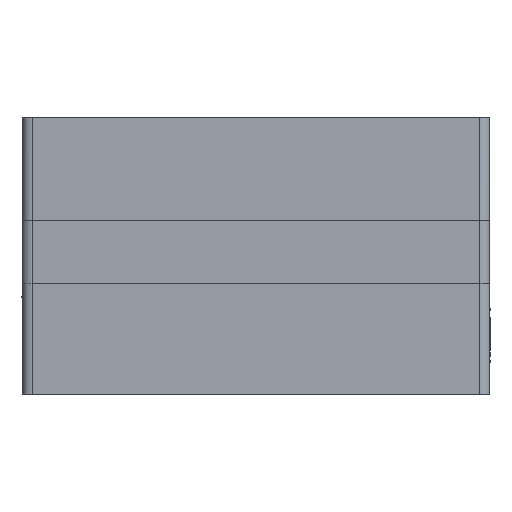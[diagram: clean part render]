
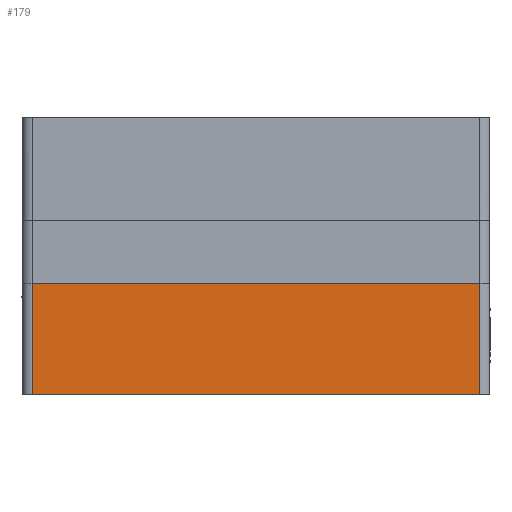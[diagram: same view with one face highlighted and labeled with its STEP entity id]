
A CAD part, left-side view. The second image highlights one B-rep face of the part: STEP entity #179.
In plain terms, the highlighted planar face has unit normal (-1, 0, 0).
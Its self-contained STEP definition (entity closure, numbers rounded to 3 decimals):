
#179=ADVANCED_FACE('',(#310),#2154,.T.);
#310=FACE_OUTER_BOUND('',#484,.T.);
#484=EDGE_LOOP('',(#1122,#1123,#1124,#1125));
#1122=ORIENTED_EDGE('',*,*,#1489,.F.);
#1123=ORIENTED_EDGE('',*,*,#1497,.T.);
#1124=ORIENTED_EDGE('',*,*,#1490,.T.);
#1125=ORIENTED_EDGE('',*,*,#1496,.F.);
#1489=EDGE_CURVE('',#2081,#2080,#1645,.T.);
#1490=EDGE_CURVE('',#2083,#2082,#1646,.T.);
#1496=EDGE_CURVE('',#2080,#2082,#1652,.T.);
#1497=EDGE_CURVE('',#2081,#2083,#1653,.T.);
#1645=B_SPLINE_CURVE_WITH_KNOTS('',1,(#4494,#4495),.UNSPECIFIED.,.F.,.F.,
(2,2),(43.,86.),.UNSPECIFIED.);
#1646=B_SPLINE_CURVE_WITH_KNOTS('',1,(#4496,#4497),.UNSPECIFIED.,.F.,.F.,
(2,2),(43.,86.),.UNSPECIFIED.);
#1652=B_SPLINE_CURVE_WITH_KNOTS('',1,(#4508,#4509),.UNSPECIFIED.,.F.,.F.,
(2,2),(0.,10.675),.UNSPECIFIED.);
#1653=B_SPLINE_CURVE_WITH_KNOTS('',1,(#4510,#4511),.UNSPECIFIED.,.F.,.F.,
(2,2),(0.,10.675),.UNSPECIFIED.);
#2080=VERTEX_POINT('',#4264);
#2081=VERTEX_POINT('',#4265);
#2082=VERTEX_POINT('',#4266);
#2083=VERTEX_POINT('',#4267);
#2154=PLANE('',#2305);
#2305=AXIS2_PLACEMENT_3D('',#4103,#2353,$);
#2353=DIRECTION('',(-1.,0.,0.));
#4103=CARTESIAN_POINT('',(188.689,-225.,-140.875));
#4264=CARTESIAN_POINT('',(188.689,-181.,-140.875));
#4265=CARTESIAN_POINT('',(188.689,-224.,-140.875));
#4266=CARTESIAN_POINT('',(188.689,-181.,-130.2));
#4267=CARTESIAN_POINT('',(188.689,-224.,-130.2));
#4494=CARTESIAN_POINT('',(188.689,-224.,-140.875));
#4495=CARTESIAN_POINT('',(188.689,-181.,-140.875));
#4496=CARTESIAN_POINT('',(188.689,-224.,-130.2));
#4497=CARTESIAN_POINT('',(188.689,-181.,-130.2));
#4508=CARTESIAN_POINT('',(188.689,-181.,-140.875));
#4509=CARTESIAN_POINT('',(188.689,-181.,-130.2));
#4510=CARTESIAN_POINT('',(188.689,-224.,-140.875));
#4511=CARTESIAN_POINT('',(188.689,-224.,-130.2));
